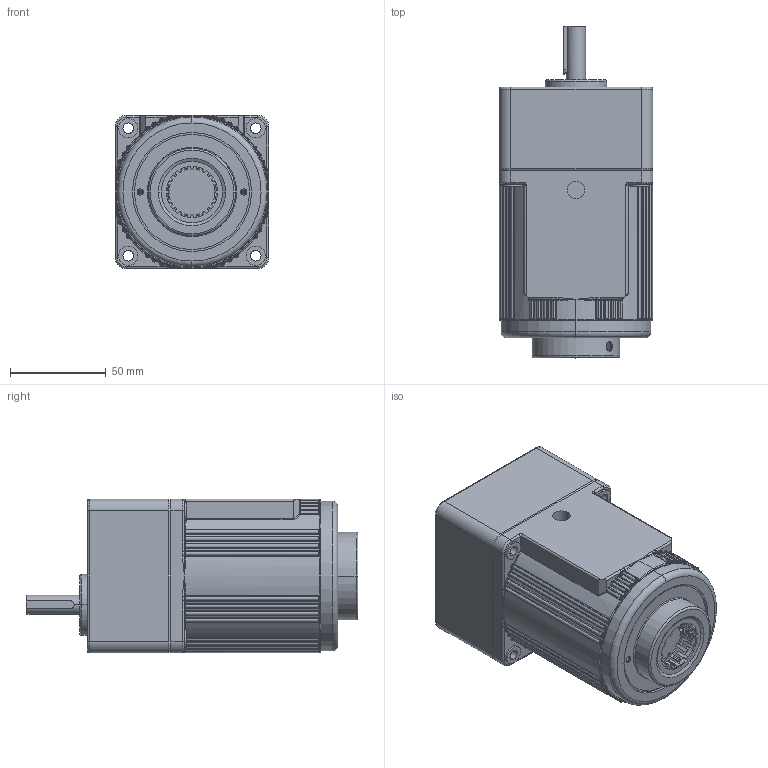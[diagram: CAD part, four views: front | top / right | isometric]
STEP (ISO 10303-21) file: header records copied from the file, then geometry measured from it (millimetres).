
FILE_DESCRIPTION (( 'STEP AP214' ), '1' );
FILE_NAME ('4IK25R+4GN18-300K.STEP', '2023-12-04T07:59:58', ( '' ), ( '' ), 'SwSTEP 2.0', 'SolidWorks 2021', '' );
FILE_SCHEMA (( 'AUTOMOTIVE_DESIGN' ));
Length unit declared in the file: millimetre
Products named in the file (6): ____________2.STEP_蕼偞; 4IK25A.STEP_蕼偞; ____________.STEP_蕼偞; 4GN18-300K.STEP_蕼偞; ____________-0.STEP_蕼偞; 4IK25R+4GN18-300K
Assembly tree (5 placements, depth 3):
  4IK25R+4GN18-300K
    ____________.STEP_蕼偞
      ____________-0.STEP_蕼偞
      ____________2.STEP_蕼偞
    4IK25A.STEP_蕼偞
    4GN18-300K.STEP_蕼偞
Bounding box: 80 x 173 x 80 mm (x, y, z)
Volume: 267473 mm3; surface area: 83070.2 mm2
Topology: 3 solids, 4 shells, 990 faces, 2448 edges, 1451 vertices
Faces by surface type: cylinder 326, torus 206, bspline 191, plane 143, sphere 74, cone 50
Entity records: 38300 total; most frequent: CARTESIAN_POINT 15596, DIRECTION 4851, ORIENTED_EDGE 4784, EDGE_CURVE 2392, AXIS2_PLACEMENT_3D 2093, VERTEX_POINT 1440, CIRCLE 1285, EDGE_LOOP 1048
